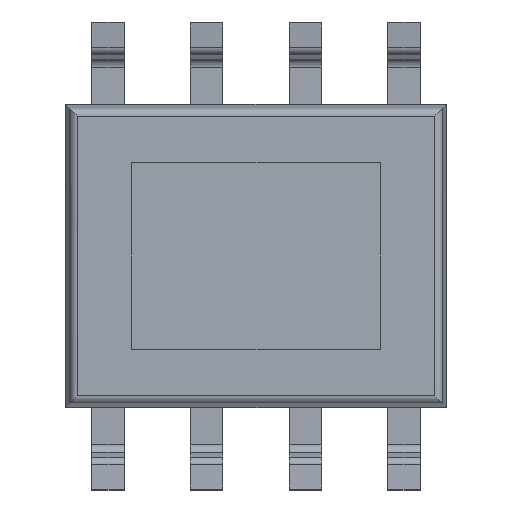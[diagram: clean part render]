
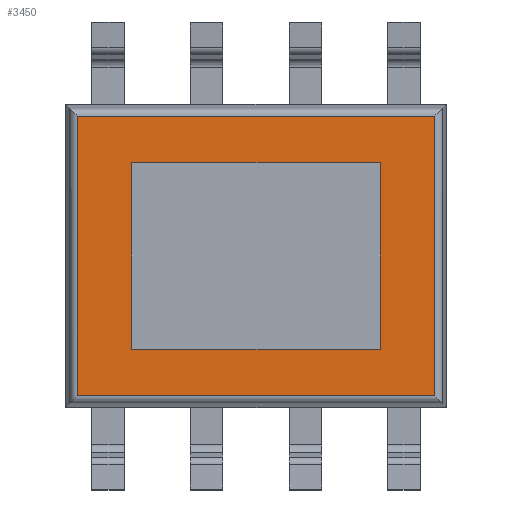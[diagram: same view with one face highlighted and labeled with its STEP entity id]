
A CAD part, front view. The second image highlights one B-rep face of the part: STEP entity #3450.
In plain terms, the highlighted planar face has unit normal (0, -1, 0).
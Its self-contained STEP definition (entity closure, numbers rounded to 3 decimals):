
#261 = VERTEX_POINT ( 'NONE', #1446 ) ;
#310 = EDGE_CURVE ( 'NONE', #3970, #261, #1583, .T. ) ;
#317 = VERTEX_POINT ( 'NONE', #603 ) ;
#474 = DIRECTION ( 'NONE',  ( 0., 0., 1. ) ) ;
#551 = FACE_OUTER_BOUND ( 'NONE', #2659, .T. ) ;
#603 = CARTESIAN_POINT ( 'NONE',  ( -2.301, 0.08, -1.801 ) ) ;
#617 = EDGE_CURVE ( 'NONE', #4162, #3970, #1969, .T. ) ;
#768 = ORIENTED_EDGE ( 'NONE', *, *, #310, .T. ) ;
#790 = DIRECTION ( 'NONE',  ( -1., 0., 0. ) ) ;
#922 = EDGE_CURVE ( 'NONE', #317, #4162, #2989, .T. ) ;
#939 = ORIENTED_EDGE ( 'NONE', *, *, #3051, .T. ) ;
#953 = DIRECTION ( 'NONE',  ( 1., 0., 0. ) ) ;
#1162 = VECTOR ( 'NONE', #953, 1000. ) ;
#1446 = CARTESIAN_POINT ( 'NONE',  ( -2.301, 0.08, 1.801 ) ) ;
#1495 = CARTESIAN_POINT ( 'NONE',  ( 0., 0.08, 1.801 ) ) ;
#1583 = LINE ( 'NONE', #1495, #3405 ) ;
#1772 = CARTESIAN_POINT ( 'NONE',  ( -2.301, 0.08, 0. ) ) ;
#1783 = PLANE ( 'NONE',  #3718 ) ;
#1888 = CARTESIAN_POINT ( 'NONE',  ( 2.301, 0.08, -1.801 ) ) ;
#1969 = LINE ( 'NONE', #4181, #3789 ) ;
#2146 = DIRECTION ( 'NONE',  ( 0., 0., 1. ) ) ;
#2161 = CARTESIAN_POINT ( 'NONE',  ( 0., 0.08, 0. ) ) ;
#2462 = DIRECTION ( 'NONE',  ( 0., 0., -1. ) ) ;
#2503 = DIRECTION ( 'NONE',  ( 0., -1., 0. ) ) ;
#2624 = ORIENTED_EDGE ( 'NONE', *, *, #617, .T. ) ;
#2659 = EDGE_LOOP ( 'NONE', ( #4086, #2624, #768, #939 ) ) ;
#2680 = VECTOR ( 'NONE', #2462, 1000. ) ;
#2989 = LINE ( 'NONE', #3015, #1162 ) ;
#3015 = CARTESIAN_POINT ( 'NONE',  ( 0., 0.08, -1.801 ) ) ;
#3051 = EDGE_CURVE ( 'NONE', #261, #317, #3597, .T. ) ;
#3405 = VECTOR ( 'NONE', #790, 1000. ) ;
#3450 = ADVANCED_FACE ( 'NONE', ( #551 ), #1783, .T. ) ;
#3597 = LINE ( 'NONE', #1772, #2680 ) ;
#3718 = AXIS2_PLACEMENT_3D ( 'NONE', #2161, #2503, #474 ) ;
#3789 = VECTOR ( 'NONE', #2146, 1000. ) ;
#3970 = VERTEX_POINT ( 'NONE', #4131 ) ;
#4086 = ORIENTED_EDGE ( 'NONE', *, *, #922, .T. ) ;
#4131 = CARTESIAN_POINT ( 'NONE',  ( 2.301, 0.08, 1.801 ) ) ;
#4162 = VERTEX_POINT ( 'NONE', #1888 ) ;
#4181 = CARTESIAN_POINT ( 'NONE',  ( 2.301, 0.08, 0. ) ) ;
